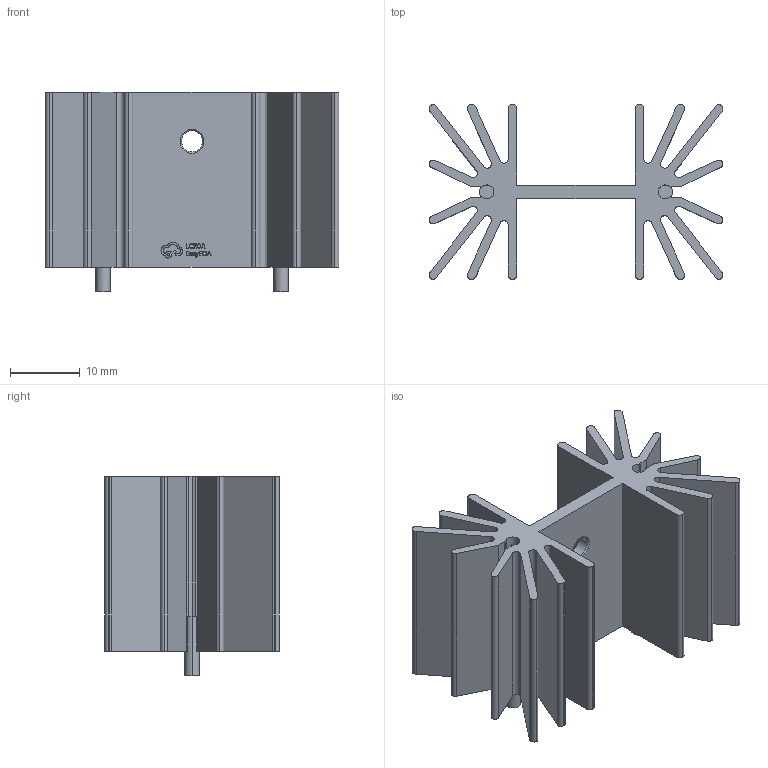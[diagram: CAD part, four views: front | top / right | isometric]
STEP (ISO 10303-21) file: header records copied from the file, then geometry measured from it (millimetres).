
FILE_DESCRIPTION (( 'STEP AP214' ), '1' );
FILE_NAME ('HEATSINK-TH_XSD366-094.STEP', '2025-03-06T15:55:57', ( '' ), ( '' ), 'SwSTEP 2.0', 'SolidWorks 2020', '' );
FILE_SCHEMA (( 'AUTOMOTIVE_DESIGN' ));
Length unit declared in the file: millimetre
Products named in the file (1): HEATSINK-TH_XSD366-094
Bounding box: 42 x 25 x 28.5 mm (x, y, z)
Volume: 7274.1 mm3; surface area: 9964.9 mm2
Topology: 1 solids, 1 shells, 350 faces, 983 edges, 654 vertices
Faces by surface type: plane 186, bspline 98, cylinder 62, cone 4
Entity records: 15667 total; most frequent: CARTESIAN_POINT 3294, ORIENTED_EDGE 1966, DIRECTION 1421, EDGE_CURVE 983, VERTEX_POINT 654, VECTOR 651, LINE 651, AXIS2_PLACEMENT_3D 385
